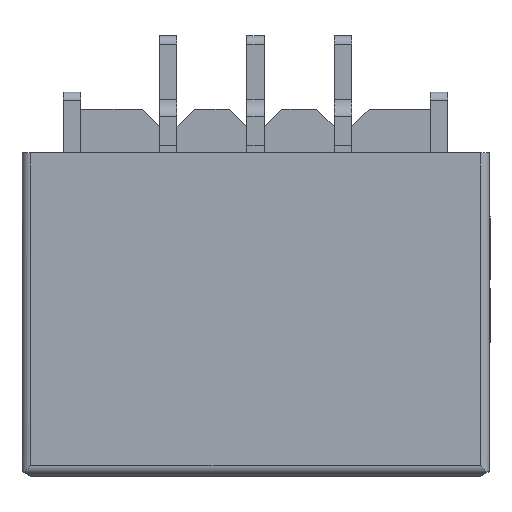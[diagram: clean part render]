
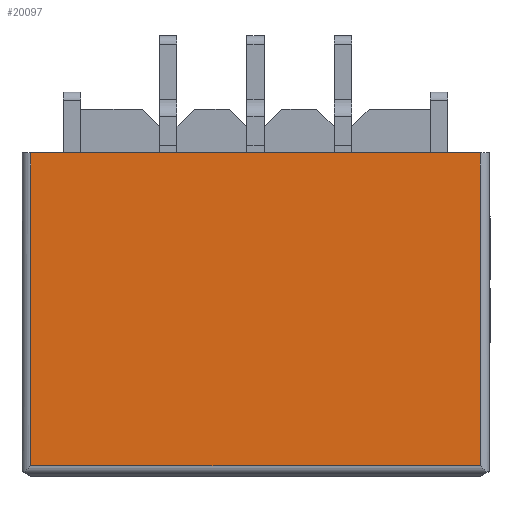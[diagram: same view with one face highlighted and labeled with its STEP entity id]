
A CAD part, top view. The second image highlights one B-rep face of the part: STEP entity #20097.
In plain terms, the highlighted planar face has unit normal (0, 0, 1).
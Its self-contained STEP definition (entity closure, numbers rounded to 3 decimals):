
#234 = AXIS2_PLACEMENT_3D ( 'NONE', #16671, #2050, #8538 ) ;
#647 = DIRECTION ( 'NONE',  ( 1., 0., 0. ) ) ;
#2050 = DIRECTION ( 'NONE',  ( 0., 0., -1. ) ) ;
#2109 = DIRECTION ( 'NONE',  ( 0., -1., 0. ) ) ;
#2332 = VECTOR ( 'NONE', #2109, 1000. ) ;
#2589 = EDGE_CURVE ( 'NONE', #15223, #11164, #8738, .T. ) ;
#4508 = CARTESIAN_POINT ( 'NONE',  ( 2.575, 1.6, 0. ) ) ;
#5334 = VECTOR ( 'NONE', #6088, 1000. ) ;
#6088 = DIRECTION ( 'NONE',  ( 1., 0., 0. ) ) ;
#7088 = VERTEX_POINT ( 'NONE', #10599 ) ;
#8538 = DIRECTION ( 'NONE',  ( -1., 0., 0. ) ) ;
#8738 = LINE ( 'NONE', #15235, #13312 ) ;
#9488 = EDGE_CURVE ( 'NONE', #15223, #20184, #10190, .T. ) ;
#10190 = LINE ( 'NONE', #16735, #2332 ) ;
#10375 = ORIENTED_EDGE ( 'NONE', *, *, #2589, .F. ) ;
#10599 = CARTESIAN_POINT ( 'NONE',  ( 2.575, -1.985, 0. ) ) ;
#11036 = DIRECTION ( 'NONE',  ( 0., 1., 0. ) ) ;
#11164 = VERTEX_POINT ( 'NONE', #12291 ) ;
#12102 = EDGE_CURVE ( 'NONE', #7088, #11164, #19161, .T. ) ;
#12291 = CARTESIAN_POINT ( 'NONE',  ( 2.575, 1.6, 0. ) ) ;
#12812 = ORIENTED_EDGE ( 'NONE', *, *, #9488, .T. ) ;
#12960 = VECTOR ( 'NONE', #11036, 1000. ) ;
#13250 = FACE_OUTER_BOUND ( 'NONE', #18388, .T. ) ;
#13312 = VECTOR ( 'NONE', #647, 1000. ) ;
#14210 = LINE ( 'NONE', #20725, #5334 ) ;
#15223 = VERTEX_POINT ( 'NONE', #17176 ) ;
#15235 = CARTESIAN_POINT ( 'NONE',  ( 0., 1.6, 0. ) ) ;
#16671 = CARTESIAN_POINT ( 'NONE',  ( 0., 0., 0. ) ) ;
#16735 = CARTESIAN_POINT ( 'NONE',  ( -2.575, -2.042, 0. ) ) ;
#16899 = CARTESIAN_POINT ( 'NONE',  ( -2.575, -1.985, 0. ) ) ;
#17176 = CARTESIAN_POINT ( 'NONE',  ( -2.575, 1.6, 0. ) ) ;
#18388 = EDGE_LOOP ( 'NONE', ( #20919, #20101, #10375, #12812 ) ) ;
#19161 = LINE ( 'NONE', #4508, #12960 ) ;
#19776 = PLANE ( 'NONE',  #234 ) ;
#20097 = ADVANCED_FACE ( 'NONE', ( #13250 ), #19776, .F. ) ;
#20101 = ORIENTED_EDGE ( 'NONE', *, *, #12102, .T. ) ;
#20184 = VERTEX_POINT ( 'NONE', #16899 ) ;
#20725 = CARTESIAN_POINT ( 'NONE',  ( 2.675, -1.985, 0. ) ) ;
#20919 = ORIENTED_EDGE ( 'NONE', *, *, #20973, .T. ) ;
#20973 = EDGE_CURVE ( 'NONE', #20184, #7088, #14210, .T. ) ;
